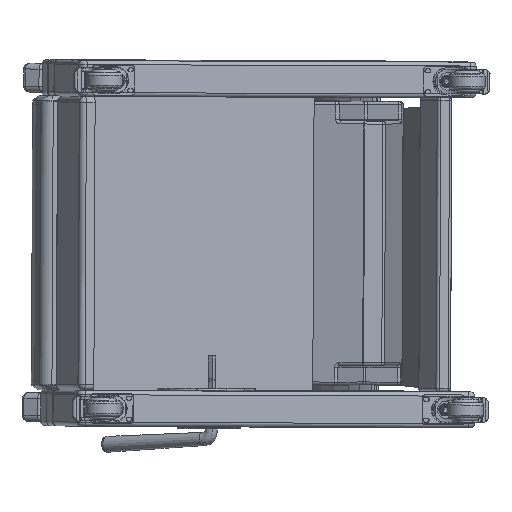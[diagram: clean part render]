
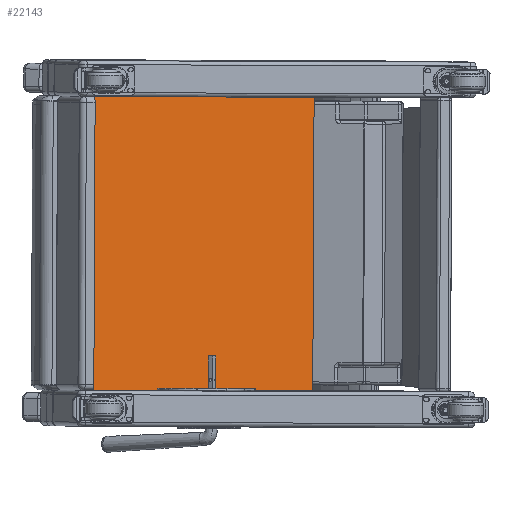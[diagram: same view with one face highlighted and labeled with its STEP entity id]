
A CAD part, front view. The second image highlights one B-rep face of the part: STEP entity #22143.
In plain terms, the highlighted face is planar.
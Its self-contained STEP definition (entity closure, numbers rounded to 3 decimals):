
#1362=PLANE('',#24086);
#2496=FACE_OUTER_BOUND('',#3811,.T.);
#3811=EDGE_LOOP('',(#16319,#16320,#16321,#16322));
#5210=LINE('',#42056,#6758);
#5217=LINE('',#42070,#6765);
#5219=LINE('',#42073,#6767);
#5222=LINE('',#42080,#6770);
#6758=VECTOR('',#27423,0.394);
#6765=VECTOR('',#27432,0.394);
#6767=VECTOR('',#27436,0.394);
#6770=VECTOR('',#27447,0.394);
#9698=VERTEX_POINT('',#42053);
#9699=VERTEX_POINT('',#42055);
#9704=VERTEX_POINT('',#42067);
#9705=VERTEX_POINT('',#42069);
#12289=EDGE_CURVE('',#9698,#9699,#5210,.T.);
#12296=EDGE_CURVE('',#9704,#9705,#5217,.T.);
#12298=EDGE_CURVE('',#9698,#9705,#5219,.T.);
#12301=EDGE_CURVE('',#9704,#9699,#5222,.T.);
#16319=ORIENTED_EDGE('',*,*,#12301,.T.);
#16320=ORIENTED_EDGE('',*,*,#12289,.F.);
#16321=ORIENTED_EDGE('',*,*,#12298,.T.);
#16322=ORIENTED_EDGE('',*,*,#12296,.F.);
#22143=ADVANCED_FACE('',(#2496),#1362,.T.);
#24086=AXIS2_PLACEMENT_3D('',#42081,#27448,#27449);
#27423=DIRECTION('',(1.,0.,0.));
#27432=DIRECTION('',(-1.,0.,0.));
#27436=DIRECTION('',(0.,0.,-1.));
#27447=DIRECTION('',(0.,0.,1.));
#27448=DIRECTION('center_axis',(0.,-1.,0.));
#27449=DIRECTION('ref_axis',(1.,0.,0.));
#42053=CARTESIAN_POINT('',(-12.334,-1.974,12.313));
#42055=CARTESIAN_POINT('',(6.683,-1.974,12.313));
#42056=CARTESIAN_POINT('',(-12.334,-1.974,12.313));
#42067=CARTESIAN_POINT('',(6.683,-1.974,-12.313));
#42069=CARTESIAN_POINT('',(-12.334,-1.974,-12.313));
#42070=CARTESIAN_POINT('',(-12.334,-1.974,-12.313));
#42073=CARTESIAN_POINT('',(-12.334,-1.974,0.));
#42080=CARTESIAN_POINT('',(6.683,-1.974,0.));
#42081=CARTESIAN_POINT('Origin',(-12.334,-1.974,0.));
